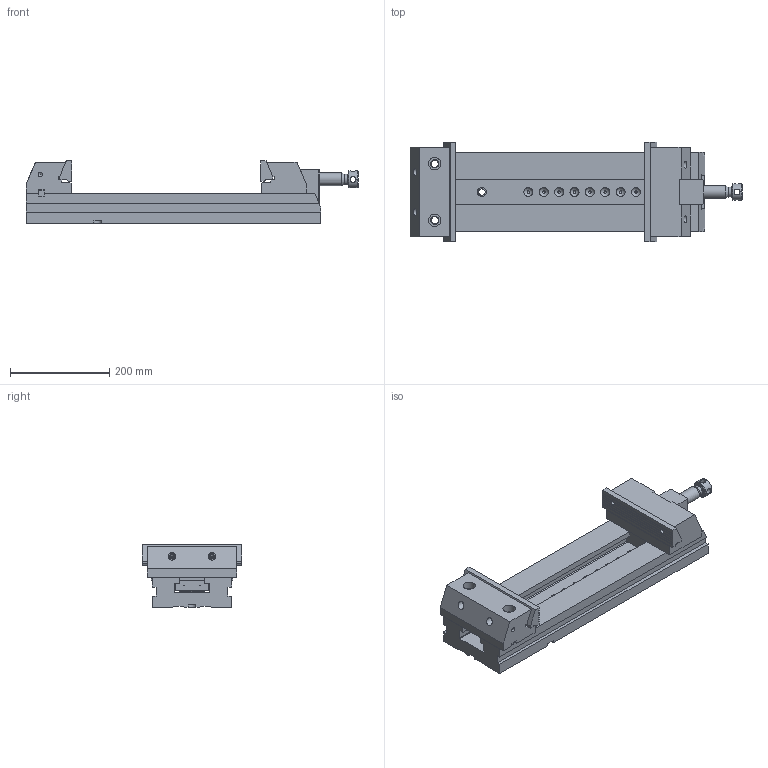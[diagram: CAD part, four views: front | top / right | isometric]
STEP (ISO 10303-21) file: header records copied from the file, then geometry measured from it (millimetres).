
FILE_DESCRIPTION(/* description */ (''),/* implementation_level */ '2;1');
FILE_NAME(/* name */ 'PRD_200X_Mordaza.stp',/* time_stamp */ '2014-05-24T11:39:10+02:00',/* author */ (''),/* organization */ (''),/* preprocessor_version */ 'ST-DEVELOPER v15',/* originating_system */ 'SIEMENS PLM Software NX 9.0',/* authorisation */ '');
FILE_SCHEMA (('CONFIG_CONTROL_DESIGN'));
Length unit declared in the file: millimetre
Products named in the file (2): 30150070 Montaje Taco Hus; PRD_200X_Mordaza
Assembly tree (1 placements, depth 2):
  PRD_200X_Mordaza
    30150070 Montaje Taco Hus
Bounding box: 670 x 200 x 126.95 mm (x, y, z)
Volume: 6425858.2 mm3; surface area: 666792.9 mm2
Topology: 11 solids, 11 shells, 470 faces, 1309 edges, 873 vertices
Faces by surface type: plane 269, cylinder 141, cone 44, sphere 13, torus 3
Full cylindrical faces by diameter (mm): 4.351 x1, 5 x11, 5.188 x5, 6.985 x4, 8.5 x4, 8.782 x6, 10 x4, 10.579 x3, 12 x4, 12.376 x2, 13 x5, 14.376 x2, 15 x6, 16 x2, 16.5 x1, 17 x2, 18 x2, 19 x3, 20 x3, 21.25 x1, 23 x2, 25 x2, 26 x1, 30 x2, 33.8 x1, 34 x3
Entity records: 14356 total; most frequent: CARTESIAN_POINT 3006, DIRECTION 2257, ORIENTED_EDGE 2124, EDGE_CURVE 1062, VERTEX_POINT 792, AXIS2_PLACEMENT_3D 779, LINE 699, VECTOR 699
